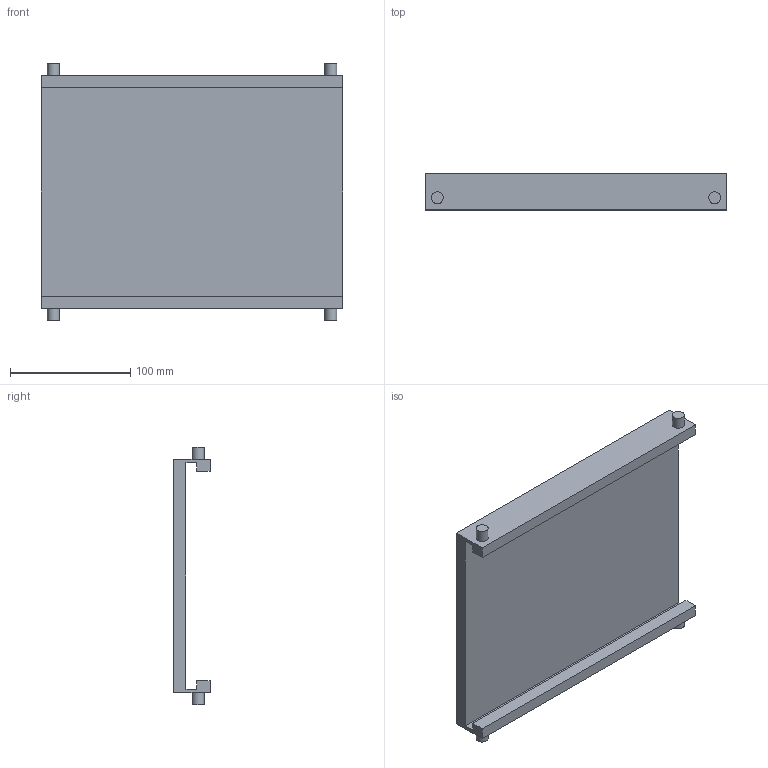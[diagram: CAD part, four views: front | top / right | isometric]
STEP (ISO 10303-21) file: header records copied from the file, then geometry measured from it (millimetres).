
FILE_DESCRIPTION(/* description */ (''),/* implementation_level */ '2;1');
FILE_NAME(/* name */ '',/* time_stamp */ '2022-11-24T17:37:32+08:00',/* author */ (''),/* organization */ (''),/* preprocessor_version */ 'ST-DEVELOPER v19.2',/* originating_system */ 'Autodesk Translation Framework v11.17.0.187',/* authorisation */ '');
FILE_SCHEMA (('AUTOMOTIVE_DESIGN { 1 0 10303 214 3 1 1 }'));
Length unit declared in the file: millimetre
Products named in the file (2): 平板座; 零部件1
Assembly tree (1 placements, depth 2):
  平板座
    零部件1
Bounding box: 250.8 x 30 x 214.4 mm (x, y, z)
Volume: 559416 mm3; surface area: 135306.1 mm2
Topology: 1 solids, 1 shells, 22 faces, 48 edges, 32 vertices
Faces by surface type: plane 18, cylinder 4
Full cylindrical faces by diameter (mm): 10 x4
Entity records: 653 total; most frequent: DIRECTION 106, CARTESIAN_POINT 105, ORIENTED_EDGE 96, EDGE_CURVE 48, LINE 40, VECTOR 40, AXIS2_PLACEMENT_3D 33, VERTEX_POINT 32
